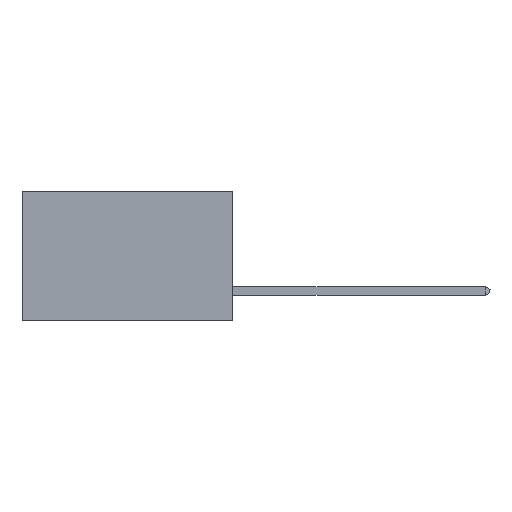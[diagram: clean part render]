
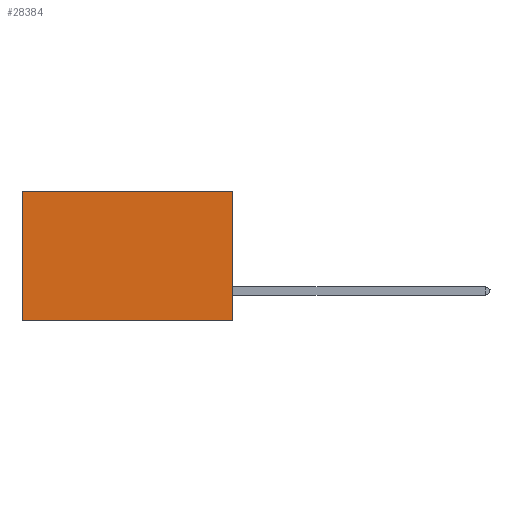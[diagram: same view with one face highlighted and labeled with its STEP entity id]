
A CAD part, left-side view. The second image highlights one B-rep face of the part: STEP entity #28384.
In plain terms, the highlighted planar face has unit normal (-1, 0, 0).
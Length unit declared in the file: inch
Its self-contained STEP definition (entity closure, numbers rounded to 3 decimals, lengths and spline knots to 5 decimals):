
#366 = EDGE_CURVE ( 'NONE', #23560, #37878, #26731, .T. ) ;
#570 = DIRECTION ( 'NONE',  ( 0., 0., -1. ) ) ;
#1481 = DIRECTION ( 'NONE',  ( 1., 0., 0. ) ) ;
#1769 = CARTESIAN_POINT ( 'NONE',  ( 0.2875, 0., -0.37 ) ) ;
#2009 = CARTESIAN_POINT ( 'NONE',  ( 0.2875, 0.6, 0. ) ) ;
#3339 = CARTESIAN_POINT ( 'NONE',  ( 0.2875, 0.6, -0.37 ) ) ;
#5651 = VECTOR ( 'NONE', #9989, 39.37008 ) ;
#8761 = VERTEX_POINT ( 'NONE', #18515 ) ;
#9322 = CARTESIAN_POINT ( 'NONE',  ( 0.2875, 0., 0. ) ) ;
#9989 = DIRECTION ( 'NONE',  ( 0., 0., -1. ) ) ;
#10682 = EDGE_CURVE ( 'NONE', #23560, #8761, #32426, .T. ) ;
#12697 = CARTESIAN_POINT ( 'NONE',  ( 0.2875, 0., 0. ) ) ;
#18515 = CARTESIAN_POINT ( 'NONE',  ( 0.2875, 0.6, 0. ) ) ;
#20381 = EDGE_CURVE ( 'NONE', #8761, #38375, #37706, .T. ) ;
#22484 = FACE_OUTER_BOUND ( 'NONE', #44559, .T. ) ;
#23560 = VERTEX_POINT ( 'NONE', #38738 ) ;
#24215 = CARTESIAN_POINT ( 'NONE',  ( 0.2875, 0., 0. ) ) ;
#26731 = LINE ( 'NONE', #24215, #37627 ) ;
#28178 = DIRECTION ( 'NONE',  ( 0., 1., 0. ) ) ;
#28384 = ADVANCED_FACE ( 'NONE', ( #22484 ), #32546, .F. ) ;
#30126 = EDGE_CURVE ( 'NONE', #37878, #38375, #43308, .T. ) ;
#31696 = ORIENTED_EDGE ( 'NONE', *, *, #10682, .T. ) ;
#32426 = LINE ( 'NONE', #12697, #35446 ) ;
#32546 = PLANE ( 'NONE',  #41963 ) ;
#33131 = VECTOR ( 'NONE', #48576, 39.37008 ) ;
#35446 = VECTOR ( 'NONE', #28178, 39.37008 ) ;
#37627 = VECTOR ( 'NONE', #570, 39.37008 ) ;
#37706 = LINE ( 'NONE', #2009, #5651 ) ;
#37878 = VERTEX_POINT ( 'NONE', #40492 ) ;
#38375 = VERTEX_POINT ( 'NONE', #3339 ) ;
#38738 = CARTESIAN_POINT ( 'NONE',  ( 0.2875, 0., 0. ) ) ;
#40492 = CARTESIAN_POINT ( 'NONE',  ( 0.2875, 0., -0.37 ) ) ;
#41963 = AXIS2_PLACEMENT_3D ( 'NONE', #9322, #1481, #44321 ) ;
#42074 = ORIENTED_EDGE ( 'NONE', *, *, #30126, .F. ) ;
#43308 = LINE ( 'NONE', #1769, #33131 ) ;
#44321 = DIRECTION ( 'NONE',  ( 0., 0., -1. ) ) ;
#44559 = EDGE_LOOP ( 'NONE', ( #46254, #42074, #49704, #31696 ) ) ;
#46254 = ORIENTED_EDGE ( 'NONE', *, *, #20381, .T. ) ;
#48576 = DIRECTION ( 'NONE',  ( 0., 1., 0. ) ) ;
#49704 = ORIENTED_EDGE ( 'NONE', *, *, #366, .F. ) ;
